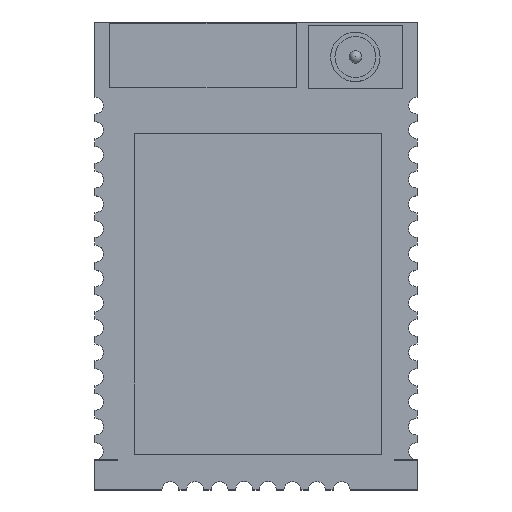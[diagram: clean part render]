
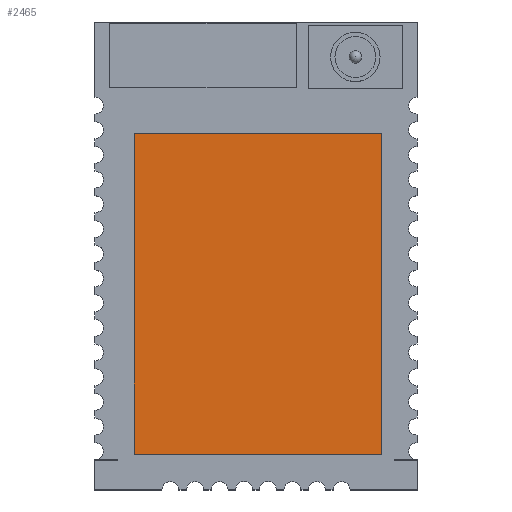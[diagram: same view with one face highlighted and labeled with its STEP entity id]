
A CAD part, top view. The second image highlights one B-rep face of the part: STEP entity #2465.
In plain terms, the highlighted planar face has unit normal (0, 0, 1).
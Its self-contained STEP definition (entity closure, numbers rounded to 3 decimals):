
#82=FACE_OUTER_BOUND('',#221,.T.);
#221=EDGE_LOOP('',(#1730,#1731,#1732,#1733));
#526=LINE('',#3802,#793);
#528=LINE('',#3806,#795);
#530=LINE('',#3810,#797);
#532=LINE('',#3813,#799);
#793=VECTOR('',#2994,10.008);
#795=VECTOR('',#2998,12.979);
#797=VECTOR('',#3002,10.008);
#799=VECTOR('',#3006,12.979);
#1097=VERTEX_POINT('',#3799);
#1098=VERTEX_POINT('',#3801);
#1099=VERTEX_POINT('',#3805);
#1100=VERTEX_POINT('',#3809);
#1345=EDGE_CURVE('',#1098,#1097,#526,.T.);
#1347=EDGE_CURVE('',#1099,#1098,#528,.T.);
#1349=EDGE_CURVE('',#1100,#1099,#530,.T.);
#1351=EDGE_CURVE('',#1097,#1100,#532,.T.);
#1730=ORIENTED_EDGE('',*,*,#1345,.T.);
#1731=ORIENTED_EDGE('',*,*,#1351,.T.);
#1732=ORIENTED_EDGE('',*,*,#1349,.T.);
#1733=ORIENTED_EDGE('',*,*,#1347,.T.);
#2359=PLANE('',#2653);
#2465=ADVANCED_FACE('',(#82),#2359,.T.);
#2653=AXIS2_PLACEMENT_3D('',#3814,#3007,#3008);
#2994=DIRECTION('',(-1.,0.,0.));
#2998=DIRECTION('',(0.,1.,0.));
#3002=DIRECTION('',(1.,0.,0.));
#3006=DIRECTION('',(0.,-1.,0.));
#3007=DIRECTION('center_axis',(0.,0.,1.));
#3008=DIRECTION('ref_axis',(1.,0.,0.));
#3799=CARTESIAN_POINT('',(-4.925,14.42,1.95));
#3801=CARTESIAN_POINT('',(5.083,14.42,1.95));
#3802=CARTESIAN_POINT('',(5.083,14.42,1.95));
#3805=CARTESIAN_POINT('',(5.083,1.44,1.95));
#3806=CARTESIAN_POINT('',(5.083,1.44,1.95));
#3809=CARTESIAN_POINT('',(-4.925,1.44,1.95));
#3810=CARTESIAN_POINT('',(-4.925,1.44,1.95));
#3813=CARTESIAN_POINT('',(-4.925,14.42,1.95));
#3814=CARTESIAN_POINT('Origin',(0.,0.,1.95));
